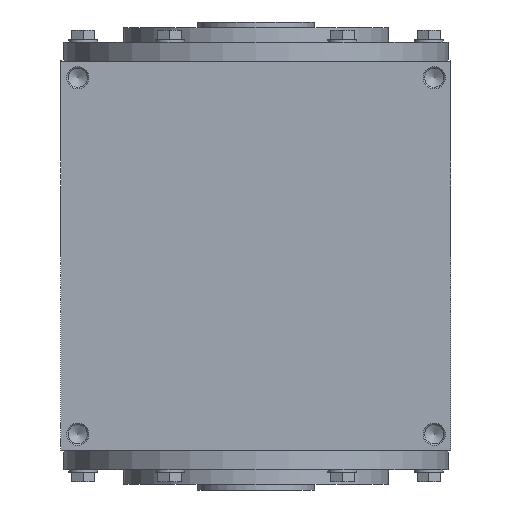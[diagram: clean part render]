
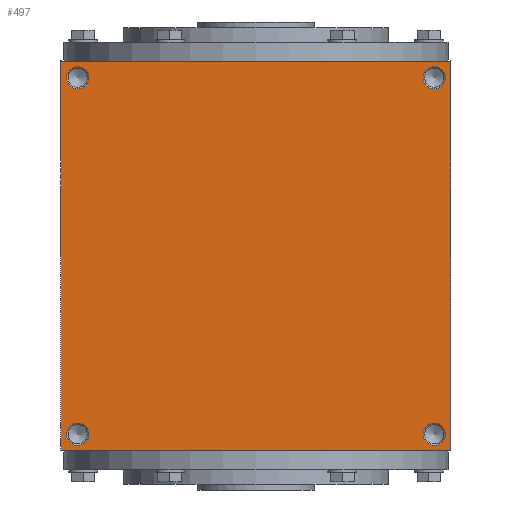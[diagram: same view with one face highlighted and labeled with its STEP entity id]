
A CAD part, left-side view. The second image highlights one B-rep face of the part: STEP entity #497.
In plain terms, the highlighted face is planar.
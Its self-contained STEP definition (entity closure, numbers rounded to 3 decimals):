
#497 = ADVANCED_FACE( '', ( #1005, #1006, #1007, #1008, #1009 ), #1010, .F. );
#1005 = FACE_BOUND( '', #1648, .T. );
#1006 = FACE_BOUND( '', #1649, .T. );
#1007 = FACE_BOUND( '', #1650, .T. );
#1008 = FACE_BOUND( '', #1651, .T. );
#1009 = FACE_OUTER_BOUND( '', #1652, .T. );
#1010 = PLANE( '', #1653 );
#1648 = EDGE_LOOP( '', ( #2460 ) );
#1649 = EDGE_LOOP( '', ( #2461 ) );
#1650 = EDGE_LOOP( '', ( #2462 ) );
#1651 = EDGE_LOOP( '', ( #2463 ) );
#1652 = EDGE_LOOP( '', ( #2464, #2465, #2466, #2467 ) );
#1653 = AXIS2_PLACEMENT_3D( '', #2468, #2469, #2470 );
#2460 = ORIENTED_EDGE( '', *, *, #3344, .F. );
#2461 = ORIENTED_EDGE( '', *, *, #3505, .T. );
#2462 = ORIENTED_EDGE( '', *, *, #3506, .F. );
#2463 = ORIENTED_EDGE( '', *, *, #3490, .T. );
#2464 = ORIENTED_EDGE( '', *, *, #3481, .F. );
#2465 = ORIENTED_EDGE( '', *, *, #3507, .F. );
#2466 = ORIENTED_EDGE( '', *, *, #3508, .F. );
#2467 = ORIENTED_EDGE( '', *, *, #3375, .F. );
#2468 = CARTESIAN_POINT( '', ( 0., 0., -175. ) );
#2469 = DIRECTION( '', ( 0., 0., 1. ) );
#2470 = DIRECTION( '', ( 1., 0., 0. ) );
#3344 = EDGE_CURVE( '', #3833, #3833, #3834, .T. );
#3375 = EDGE_CURVE( '', #3890, #3891, #3892, .T. );
#3481 = EDGE_CURVE( '', #4059, #3890, #4060, .T. );
#3490 = EDGE_CURVE( '', #4073, #4073, #4074, .T. );
#3505 = EDGE_CURVE( '', #4098, #4098, #4099, .T. );
#3506 = EDGE_CURVE( '', #4100, #4100, #4101, .T. );
#3507 = EDGE_CURVE( '', #4102, #4059, #4103, .T. );
#3508 = EDGE_CURVE( '', #3891, #4102, #4104, .T. );
#3833 = VERTEX_POINT( '', #4494 );
#3834 = CIRCLE( '', #4495, 10. );
#3890 = VERTEX_POINT( '', #4567 );
#3891 = VERTEX_POINT( '', #4568 );
#3892 = LINE( '', #4569, #4570 );
#4059 = VERTEX_POINT( '', #4817 );
#4060 = LINE( '', #4818, #4819 );
#4073 = VERTEX_POINT( '', #4836 );
#4074 = CIRCLE( '', #4837, 10. );
#4098 = VERTEX_POINT( '', #4911 );
#4099 = CIRCLE( '', #4912, 10. );
#4100 = VERTEX_POINT( '', #4913 );
#4101 = CIRCLE( '', #4914, 10. );
#4102 = VERTEX_POINT( '', #4915 );
#4103 = LINE( '', #4916, #4917 );
#4104 = LINE( '', #4918, #4919 );
#4494 = CARTESIAN_POINT( '', ( -170., 160., -175. ) );
#4495 = AXIS2_PLACEMENT_3D( '', #5347, #5348, #5349 );
#4567 = CARTESIAN_POINT( '', ( -175., -175., -175. ) );
#4568 = CARTESIAN_POINT( '', ( 175., -175., -175. ) );
#4569 = CARTESIAN_POINT( '', ( -175., -175., -175. ) );
#4570 = VECTOR( '', #5407, 1000. );
#4817 = CARTESIAN_POINT( '', ( -175., 175., -175. ) );
#4818 = CARTESIAN_POINT( '', ( -175., 175., -175. ) );
#4819 = VECTOR( '', #5601, 1000. );
#4836 = CARTESIAN_POINT( '', ( 170., -160., -175. ) );
#4837 = AXIS2_PLACEMENT_3D( '', #5612, #5613, #5614 );
#4911 = CARTESIAN_POINT( '', ( 170., 160., -175. ) );
#4912 = AXIS2_PLACEMENT_3D( '', #5640, #5641, #5642 );
#4913 = CARTESIAN_POINT( '', ( -170., -160., -175. ) );
#4914 = AXIS2_PLACEMENT_3D( '', #5643, #5644, #5645 );
#4915 = CARTESIAN_POINT( '', ( 175., 175., -175. ) );
#4916 = CARTESIAN_POINT( '', ( 175., 175., -175. ) );
#4917 = VECTOR( '', #5646, 1000. );
#4918 = CARTESIAN_POINT( '', ( 175., -175., -175. ) );
#4919 = VECTOR( '', #5647, 1000. );
#5347 = CARTESIAN_POINT( '', ( -160., 160., -175. ) );
#5348 = DIRECTION( '', ( 0., 0., -1. ) );
#5349 = DIRECTION( '', ( -1., 0., 0. ) );
#5407 = DIRECTION( '', ( 1., 0., 0. ) );
#5601 = DIRECTION( '', ( 0., -1., 0. ) );
#5612 = CARTESIAN_POINT( '', ( 160., -160., -175. ) );
#5613 = DIRECTION( '', ( 0., 0., 1. ) );
#5614 = DIRECTION( '', ( 1., 0., 0. ) );
#5640 = CARTESIAN_POINT( '', ( 160., 160., -175. ) );
#5641 = DIRECTION( '', ( 0., 0., 1. ) );
#5642 = DIRECTION( '', ( 1., 0., 0. ) );
#5643 = CARTESIAN_POINT( '', ( -160., -160., -175. ) );
#5644 = DIRECTION( '', ( 0., 0., -1. ) );
#5645 = DIRECTION( '', ( -1., 0., 0. ) );
#5646 = DIRECTION( '', ( -1., 0., 0. ) );
#5647 = DIRECTION( '', ( 0., 1., 0. ) );
